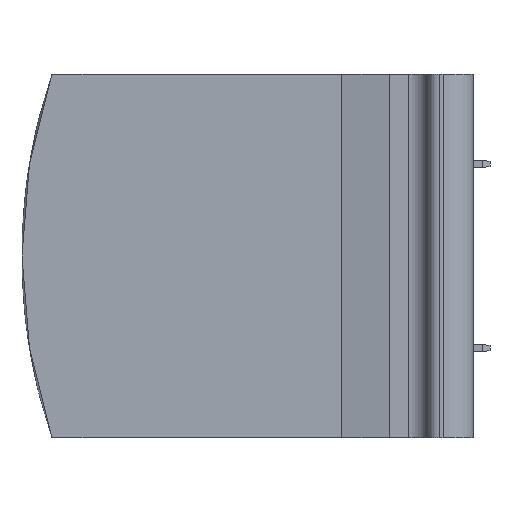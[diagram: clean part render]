
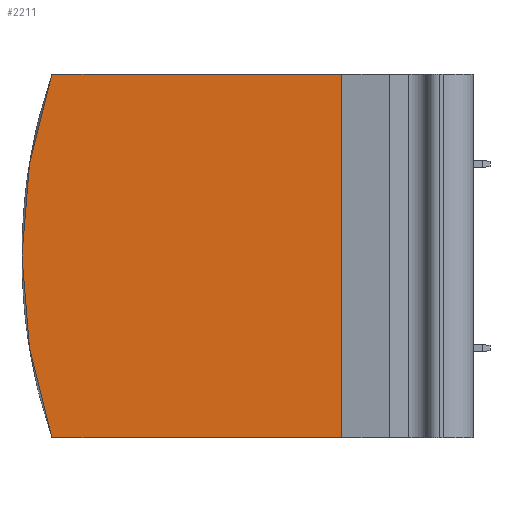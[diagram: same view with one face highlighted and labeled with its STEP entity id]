
A CAD part, left-side view. The second image highlights one B-rep face of the part: STEP entity #2211.
In plain terms, the highlighted planar face has unit normal (-1, 0, 0).
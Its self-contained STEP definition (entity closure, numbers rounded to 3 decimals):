
#37=CIRCLE('',#2362,36.981);
#281=ORIENTED_EDGE('',*,*,#877,.F.);
#282=ORIENTED_EDGE('',*,*,#849,.F.);
#283=ORIENTED_EDGE('',*,*,#835,.F.);
#284=ORIENTED_EDGE('',*,*,#866,.F.);
#835=EDGE_CURVE('',#1116,#1117,#37,.T.);
#849=EDGE_CURVE('',#1117,#1130,#1354,.T.);
#866=EDGE_CURVE('',#1143,#1116,#1367,.T.);
#877=EDGE_CURVE('',#1130,#1143,#1374,.T.);
#1116=VERTEX_POINT('',#3359);
#1117=VERTEX_POINT('',#3361);
#1130=VERTEX_POINT('',#3450);
#1143=VERTEX_POINT('',#3481);
#1354=LINE('',#3449,#1577);
#1367=LINE('',#3482,#1590);
#1374=LINE('',#3502,#1597);
#1577=VECTOR('',#2690,1000.);
#1590=VECTOR('',#2715,1000.);
#1597=VECTOR('',#2732,1000.);
#1755=EDGE_LOOP('',(#281,#282,#283,#284));
#1940=FACE_BOUND('',#1755,.T.);
#2116=PLANE('',#2377);
#2211=ADVANCED_FACE('',(#1940),#2116,.F.);
#2362=AXIS2_PLACEMENT_3D('',#3360,#2675,#2676);
#2377=AXIS2_PLACEMENT_3D('',#3501,#2730,#2731);
#2675=DIRECTION('',(1.,0.,0.));
#2676=DIRECTION('',(0.,0.,-1.));
#2690=DIRECTION('',(0.,-1.,0.));
#2715=DIRECTION('',(0.,1.,0.));
#2730=DIRECTION('',(1.,0.,0.));
#2731=DIRECTION('',(0.,0.,-1.));
#2732=DIRECTION('',(0.,0.,-1.));
#3359=CARTESIAN_POINT('',(-71.9,22.,-11.85));
#3360=CARTESIAN_POINT('',(-71.9,-13.031,0.));
#3361=CARTESIAN_POINT('',(-71.9,22.,11.85));
#3449=CARTESIAN_POINT('',(-71.9,22.,11.85));
#3450=CARTESIAN_POINT('',(-71.9,3.118,11.85));
#3481=CARTESIAN_POINT('',(-71.9,3.118,-11.85));
#3482=CARTESIAN_POINT('',(-71.9,0.,-11.85));
#3501=CARTESIAN_POINT('',(-71.9,-13.031,0.));
#3502=CARTESIAN_POINT('',(-71.9,3.118,0.));
